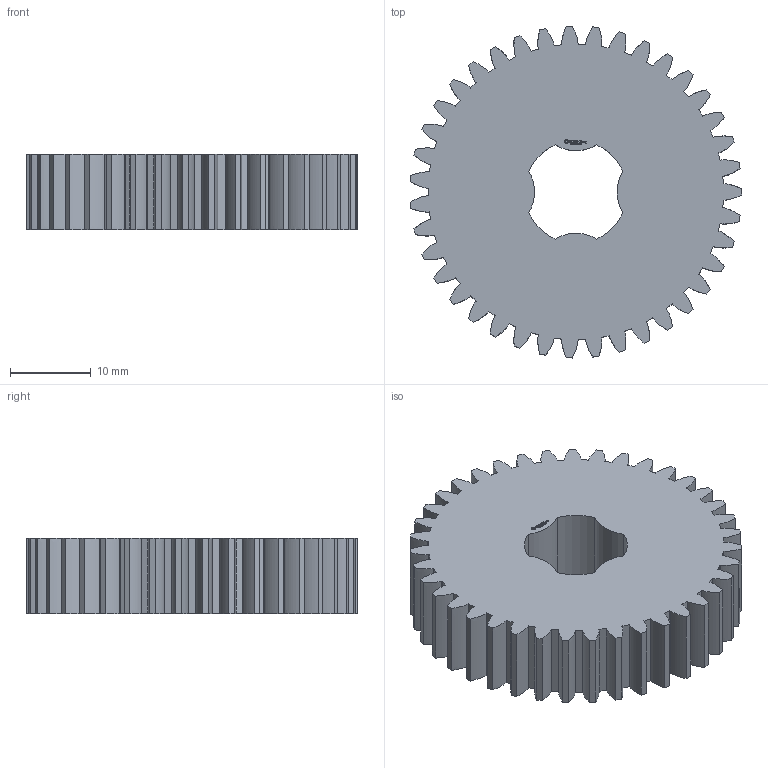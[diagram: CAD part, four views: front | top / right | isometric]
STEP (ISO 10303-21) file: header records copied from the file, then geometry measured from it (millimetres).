
FILE_DESCRIPTION(('FreeCAD Model'),'2;1');
FILE_NAME('Open CASCADE Shape Model','2024-03-09T20:16:37',(''),(''), 'Open CASCADE STEP processor 7.6','FreeCAD','Unknown');
FILE_SCHEMA(('AUTOMOTIVE_DESIGN { 1 0 10303 214 1 1 1 1 }'));
Length unit declared in the file: millimetre
Products named in the file (1): Gear Wheel PLN TTH39 BU00.75 SFT-SHD - SPN-GWH-0135 (stemfie.org)
Bounding box: 40.96 x 40.99 x 9.38 mm (x, y, z)
Volume: 10069.7 mm3; surface area: 4883.4 mm2
Topology: 1 solids, 1 shells, 720 faces, 2067 edges, 1378 vertices
Faces by surface type: extrusion 384, plane 328, cylinder 8
Entity records: 62425 total; most frequent: CARTESIAN_POINT 18790, DIRECTION 5739, VECTOR 5017, LINE 4633, ORIENTED_EDGE 4134, PCURVE 4134, DEFINITIONAL_REPRESENTATION 4134, EDGE_CURVE 2067
